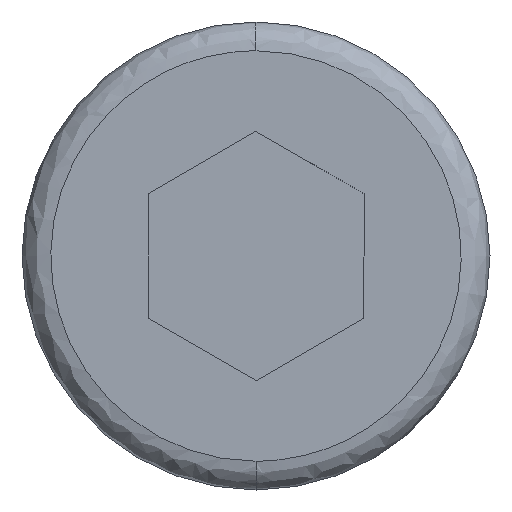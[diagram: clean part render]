
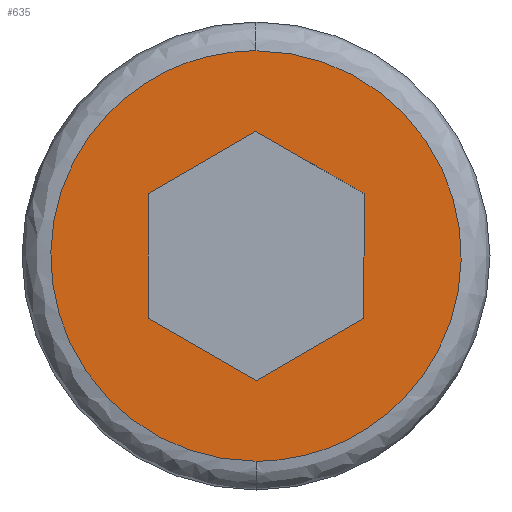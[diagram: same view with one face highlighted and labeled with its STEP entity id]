
A CAD part, left-side view. The second image highlights one B-rep face of the part: STEP entity #635.
In plain terms, the highlighted planar face has unit normal (-1, 0, 0).
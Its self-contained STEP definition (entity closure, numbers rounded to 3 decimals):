
#16 = CARTESIAN_POINT ( 'NONE',  ( -8., -11.4, -5.7 ) ) ;
#59 = FACE_BOUND ( 'NONE', #656, .T. ) ;
#65 = CARTESIAN_POINT ( 'NONE',  ( -8., 11.4, 5.7 ) ) ;
#66 = CARTESIAN_POINT ( 'NONE',  ( -8., -3., 0. ) ) ;
#71 = VECTOR ( 'NONE', #650, 1000. ) ;
#83 = CARTESIAN_POINT ( 'NONE',  ( -8., 0., -3.464 ) ) ;
#87 = VECTOR ( 'NONE', #119, 1000. ) ;
#100 = LINE ( 'NONE', #598, #370 ) ;
#119 = DIRECTION ( 'NONE',  ( 0., 0.866, 0.5 ) ) ;
#144 = DIRECTION ( 'NONE',  ( 0., -0.866, -0.5 ) ) ;
#168 = ORIENTED_EDGE ( 'NONE', *, *, #595, .T. ) ;
#180 = EDGE_CURVE ( 'NONE', #375, #352, #363, .T. ) ;
#183 = ORIENTED_EDGE ( 'NONE', *, *, #220, .T. ) ;
#187 =( BOUNDED_CURVE ( )  B_SPLINE_CURVE ( 3, ( #272, #266, #65, #218 ),
 .UNSPECIFIED., .F., .F. ) 
 B_SPLINE_CURVE_WITH_KNOTS ( ( 4, 4 ),
 ( 0.25, 0.75 ),
 .UNSPECIFIED. ) 
 CURVE ( )  GEOMETRIC_REPRESENTATION_ITEM ( )  RATIONAL_B_SPLINE_CURVE ( ( 1., 0.333, 0.333, 1. ) ) 
 REPRESENTATION_ITEM ( '' )  );
#193 = CARTESIAN_POINT ( 'NONE',  ( -8., 0., 3.464 ) ) ;
#218 = CARTESIAN_POINT ( 'NONE',  ( -8., 0., 5.7 ) ) ;
#220 = EDGE_CURVE ( 'NONE', #384, #365, #475, .T. ) ;
#227 = PLANE ( 'NONE',  #360 ) ;
#240 = FACE_OUTER_BOUND ( 'NONE', #356, .T. ) ;
#261 = VERTEX_POINT ( 'NONE', #285 ) ;
#266 = CARTESIAN_POINT ( 'NONE',  ( -8., 11.4, -5.7 ) ) ;
#272 = CARTESIAN_POINT ( 'NONE',  ( -8., 0., -5.7 ) ) ;
#279 = CARTESIAN_POINT ( 'NONE',  ( -8., -11.4, 5.7 ) ) ;
#285 = CARTESIAN_POINT ( 'NONE',  ( -8., 3., -1.732 ) ) ;
#292 = VECTOR ( 'NONE', #426, 1000. ) ;
#296 = LINE ( 'NONE', #377, #620 ) ;
#297 = CARTESIAN_POINT ( 'NONE',  ( -8., -3., -1.732 ) ) ;
#307 = VECTOR ( 'NONE', #470, 1000. ) ;
#310 = ORIENTED_EDGE ( 'NONE', *, *, #638, .T. ) ;
#314 = LINE ( 'NONE', #663, #87 ) ;
#335 = EDGE_CURVE ( 'NONE', #352, #384, #296, .T. ) ;
#352 = VERTEX_POINT ( 'NONE', #193 ) ;
#354 = DIRECTION ( 'NONE',  ( 0., 0., 1. ) ) ;
#356 = EDGE_LOOP ( 'NONE', ( #644, #393 ) ) ;
#360 = AXIS2_PLACEMENT_3D ( 'NONE', #724, #726, #592 ) ;
#363 = LINE ( 'NONE', #381, #71 ) ;
#365 = VERTEX_POINT ( 'NONE', #297 ) ;
#368 = CARTESIAN_POINT ( 'NONE',  ( -8., -3., 1.732 ) ) ;
#370 = VECTOR ( 'NONE', #354, 1000. ) ;
#375 = VERTEX_POINT ( 'NONE', #493 ) ;
#377 = CARTESIAN_POINT ( 'NONE',  ( -8., 0., 3.464 ) ) ;
#381 = CARTESIAN_POINT ( 'NONE',  ( -8., 3., 1.732 ) ) ;
#384 = VERTEX_POINT ( 'NONE', #368 ) ;
#393 = ORIENTED_EDGE ( 'NONE', *, *, #657, .F. ) ;
#406 = CARTESIAN_POINT ( 'NONE',  ( -8., 0., -5.7 ) ) ;
#425 = LINE ( 'NONE', #486, #292 ) ;
#426 = DIRECTION ( 'NONE',  ( 0., 0.866, -0.5 ) ) ;
#443 = ORIENTED_EDGE ( 'NONE', *, *, #180, .T. ) ;
#470 = DIRECTION ( 'NONE',  ( 0., 0., -1. ) ) ;
#475 = LINE ( 'NONE', #66, #307 ) ;
#486 = CARTESIAN_POINT ( 'NONE',  ( -8., -3., -1.732 ) ) ;
#490 = VERTEX_POINT ( 'NONE', #676 ) ;
#493 = CARTESIAN_POINT ( 'NONE',  ( -8., 3., 1.732 ) ) ;
#539 = CARTESIAN_POINT ( 'NONE',  ( -8., 0., -5.7 ) ) ;
#555 = ORIENTED_EDGE ( 'NONE', *, *, #335, .T. ) ;
#565 = EDGE_CURVE ( 'NONE', #732, #490, #187, .T. ) ;
#592 = DIRECTION ( 'NONE',  ( 0., 0., 1. ) ) ;
#595 = EDGE_CURVE ( 'NONE', #682, #261, #314, .T. ) ;
#598 = CARTESIAN_POINT ( 'NONE',  ( -8., 3., 0. ) ) ;
#620 = VECTOR ( 'NONE', #144, 1000. ) ;
#635 = ADVANCED_FACE ( 'NONE', ( #59, #240 ), #227, .T. ) ;
#638 = EDGE_CURVE ( 'NONE', #261, #375, #100, .T. ) ;
#644 = ORIENTED_EDGE ( 'NONE', *, *, #565, .F. ) ;
#650 = DIRECTION ( 'NONE',  ( 0., -0.866, 0.5 ) ) ;
#656 = EDGE_LOOP ( 'NONE', ( #703, #168, #310, #443, #555, #183 ) ) ;
#657 = EDGE_CURVE ( 'NONE', #490, #732, #668, .T. ) ;
#659 = CARTESIAN_POINT ( 'NONE',  ( -8., 0., 5.7 ) ) ;
#663 = CARTESIAN_POINT ( 'NONE',  ( -8., 0., -3.464 ) ) ;
#668 =( BOUNDED_CURVE ( )  B_SPLINE_CURVE ( 3, ( #659, #279, #16, #406 ),
 .UNSPECIFIED., .F., .F. ) 
 B_SPLINE_CURVE_WITH_KNOTS ( ( 4, 4 ),
 ( 0.75, 1.25 ),
 .UNSPECIFIED. ) 
 CURVE ( )  GEOMETRIC_REPRESENTATION_ITEM ( )  RATIONAL_B_SPLINE_CURVE ( ( 1., 0.333, 0.333, 1. ) ) 
 REPRESENTATION_ITEM ( '' )  );
#676 = CARTESIAN_POINT ( 'NONE',  ( -8., 0., 5.7 ) ) ;
#682 = VERTEX_POINT ( 'NONE', #83 ) ;
#703 = ORIENTED_EDGE ( 'NONE', *, *, #710, .T. ) ;
#710 = EDGE_CURVE ( 'NONE', #365, #682, #425, .T. ) ;
#724 = CARTESIAN_POINT ( 'NONE',  ( -8., 4.982, 0. ) ) ;
#726 = DIRECTION ( 'NONE',  ( -1., 0., 0. ) ) ;
#732 = VERTEX_POINT ( 'NONE', #539 ) ;
